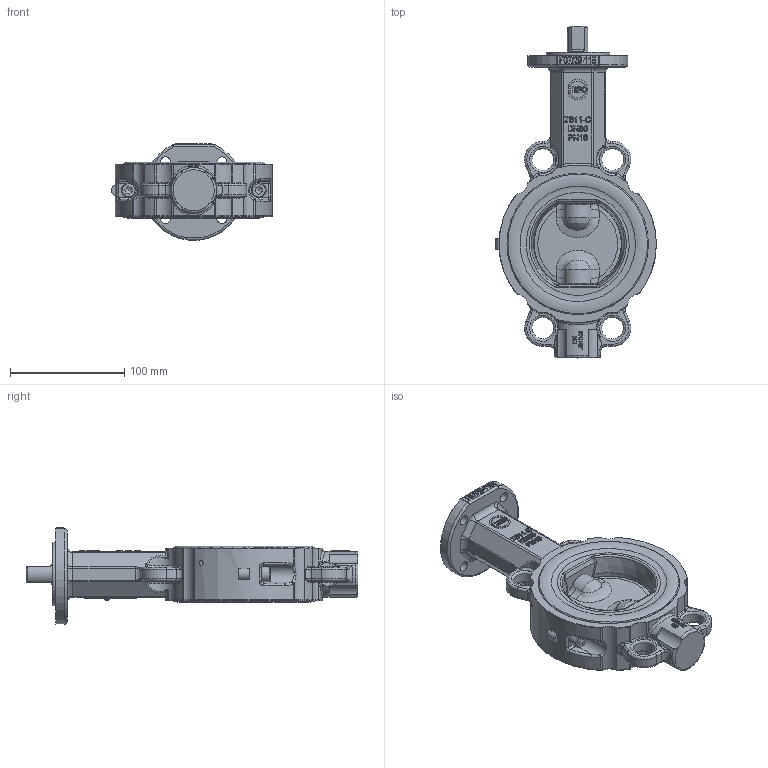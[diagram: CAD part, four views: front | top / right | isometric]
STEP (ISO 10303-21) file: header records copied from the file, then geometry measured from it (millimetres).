
FILE_DESCRIPTION(/* description */ (''),/* implementation_level */ '2;1');
FILE_NAME(/* name */ 'Z611-C_DN80.stp',/* time_stamp */ '2019-01-30T09:05:58+01:00',/* author */ ('hellwig'),/* organization */ (''),/* preprocessor_version */ 'ST-DEVELOPER v16.5',/* originating_system */ 'Autodesk Inventor 2017',/* authorisation */ '');
FILE_SCHEMA (('CONFIG_CONTROL_DESIGN'));
Products named in the file (1): M239
Bounding box: 141 x 291 x 84.63 mm (x, y, z)
Volume: 749973.8 mm3; surface area: 151692 mm2
Topology: 9 solids, 26 shells, 2361 faces, 6108 edges, 3939 vertices
Faces by surface type: plane 1075, bspline 841, cylinder 235, torus 140, cone 38, sphere 32
Full cylindrical faces by diameter (mm): 3 x4, 3.2 x2, 4.134 x1, 6.647 x2, 8 x2, 8.5 x2, 9 x4, 10 x1, 13 x2, 18 x4, 18.2 x3, 19 x5, 24.95 x3, 25 x8, 25.2 x1, 54.9 x1, 92.8 x2, 116 x2, 116.8 x2, 123.8 x2, 124 x2
Entity records: 82233 total; most frequent: CARTESIAN_POINT 28072, ORIENTED_EDGE 11842, DIRECTION 8230, EDGE_CURVE 5921, VERTEX_POINT 3898, LINE 3290, VECTOR 3290, EDGE_LOOP 2703
